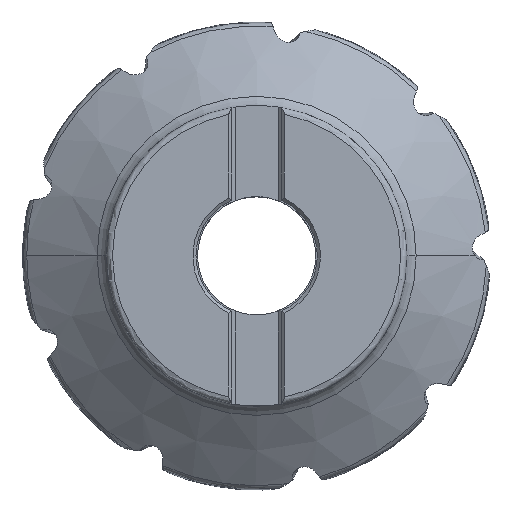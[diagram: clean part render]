
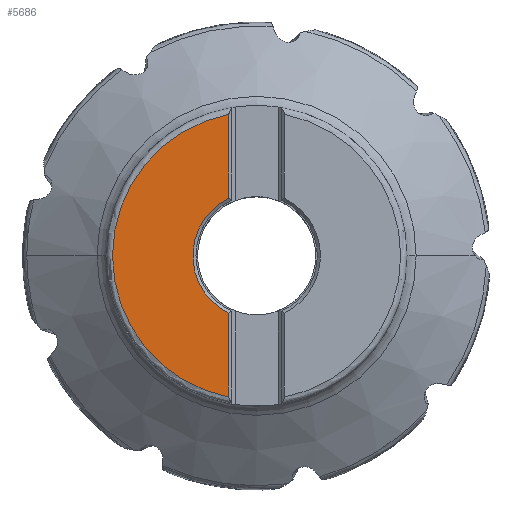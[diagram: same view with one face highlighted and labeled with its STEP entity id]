
A CAD part, top view. The second image highlights one B-rep face of the part: STEP entity #5686.
In plain terms, the highlighted planar face has unit normal (0, 0, 1).
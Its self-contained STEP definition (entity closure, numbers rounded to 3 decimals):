
#1415=LINE('',#62713,#2182);
#1416=LINE('',#62717,#2183);
#2182=VECTOR('',#25050,1.);
#2183=VECTOR('',#25053,1.);
#3191=FACE_OUTER_BOUND('',#7169,.T.);
#5686=ADVANCED_FACE('',(#3191),#6312,.T.);
#6312=PLANE('',#21378);
#7169=EDGE_LOOP('',(#11878,#11879,#11880,#11881));
#11878=ORIENTED_EDGE('',*,*,#18128,.T.);
#11879=ORIENTED_EDGE('',*,*,#18129,.F.);
#11880=ORIENTED_EDGE('',*,*,#18130,.T.);
#11881=ORIENTED_EDGE('',*,*,#18127,.F.);
#15352=VERTEX_POINT('',#62703);
#15353=VERTEX_POINT('',#62710);
#15354=VERTEX_POINT('',#62714);
#15355=VERTEX_POINT('',#62716);
#18127=EDGE_CURVE('',#15353,#15352,#19457,.T.);
#18128=EDGE_CURVE('',#15353,#15354,#1415,.T.);
#18129=EDGE_CURVE('',#15355,#15354,#19458,.T.);
#18130=EDGE_CURVE('',#15355,#15352,#1416,.T.);
#19457=CIRCLE('',#21375,20.55);
#19458=CIRCLE('',#21377,46.419);
#21375=AXIS2_PLACEMENT_3D('',#62711,#25046,#25047);
#21377=AXIS2_PLACEMENT_3D('',#62715,#25051,#25052);
#21378=AXIS2_PLACEMENT_3D('',#62718,#25054,#25055);
#25046=DIRECTION('',(0.,0.,1.));
#25047=DIRECTION('',(-0.435,0.9,0.));
#25050=DIRECTION('',(0.,1.,0.));
#25051=DIRECTION('',(0.,0.,-1.));
#25052=DIRECTION('',(-0.193,-0.981,0.));
#25053=DIRECTION('',(0.,1.,0.));
#25054=DIRECTION('',(0.,0.,1.));
#25055=DIRECTION('',(-1.,0.,0.));
#62703=CARTESIAN_POINT('',(-8.937,-18.505,0.));
#62710=CARTESIAN_POINT('',(-8.937,18.505,0.));
#62711=CARTESIAN_POINT('',(0.,0.,0.));
#62713=CARTESIAN_POINT('',(-8.937,18.505,0.));
#62714=CARTESIAN_POINT('',(-8.938,45.55,0.));
#62715=CARTESIAN_POINT('',(0.,0.,0.));
#62716=CARTESIAN_POINT('',(-8.937,-45.55,0.));
#62717=CARTESIAN_POINT('',(-8.937,-45.55,0.));
#62718=CARTESIAN_POINT('',(-27.679,0.,0.));
